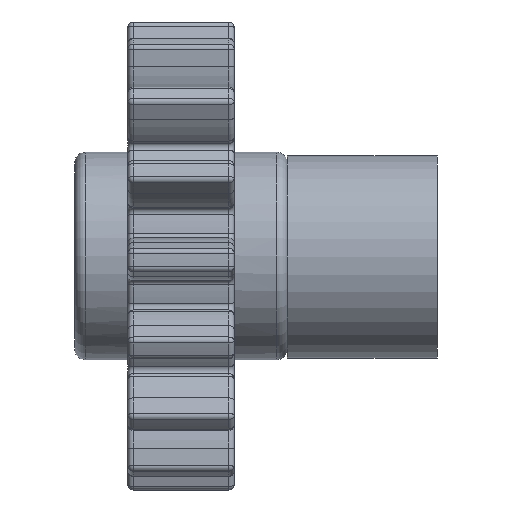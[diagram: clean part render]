
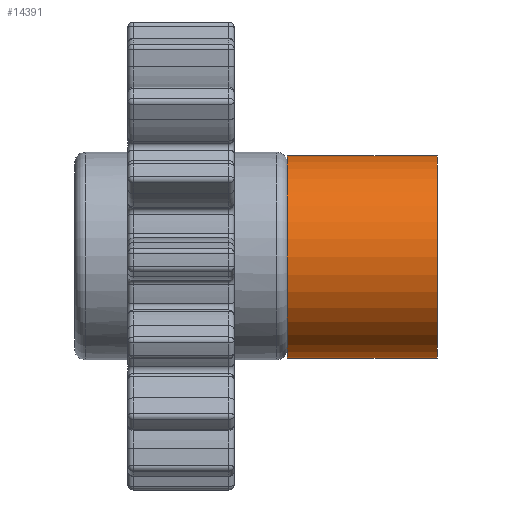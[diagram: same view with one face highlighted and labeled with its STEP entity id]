
A CAD part, front view. The second image highlights one B-rep face of the part: STEP entity #14391.
In plain terms, the highlighted cylindrical face has radius 3.81 mm (diameter 7.62 mm), a full revolution.
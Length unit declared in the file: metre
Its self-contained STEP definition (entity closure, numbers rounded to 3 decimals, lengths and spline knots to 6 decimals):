
#455=CYLINDRICAL_SURFACE('',#15512,0.00381);
#3373=ORIENTED_EDGE('',*,*,#7442,.F.);
#3374=ORIENTED_EDGE('',*,*,#7863,.F.);
#7442=EDGE_CURVE('',#9718,#9718,#11076,.F.);
#7863=EDGE_CURVE('',#10079,#10079,#11257,.T.);
#9718=VERTEX_POINT('',#22464);
#10079=VERTEX_POINT('',#23307);
#11076=CIRCLE('',#15268,0.00381);
#11257=CIRCLE('',#15510,0.00381);
#12285=EDGE_LOOP('',(#3373));
#12286=EDGE_LOOP('',(#3374));
#13229=FACE_BOUND('',#12285,.T.);
#13230=FACE_BOUND('',#12286,.T.);
#14391=ADVANCED_FACE('',(#13229,#13230),#455,.T.);
#15268=AXIS2_PLACEMENT_3D('',#22463,#17321,#17322);
#15510=AXIS2_PLACEMENT_3D('',#23306,#18045,#18046);
#15512=AXIS2_PLACEMENT_3D('',#23310,#18049,#18050);
#17321=DIRECTION('',(-1.,0.,0.));
#17322=DIRECTION('',(0.,-1.,0.));
#18045=DIRECTION('',(-1.,0.,0.));
#18046=DIRECTION('',(0.,-1.,0.));
#18049=DIRECTION('',(-1.,0.,0.));
#18050=DIRECTION('',(0.,-1.,0.));
#22463=CARTESIAN_POINT('',(0.009644,0.000127,-0.000038));
#22464=CARTESIAN_POINT('',(0.009644,-0.003683,-0.000038));
#23306=CARTESIAN_POINT('',(0.004004,0.000127,-0.000038));
#23307=CARTESIAN_POINT('',(0.004004,-0.003683,-0.000038));
#23310=CARTESIAN_POINT('',(0.009646,0.000127,-0.000038));
